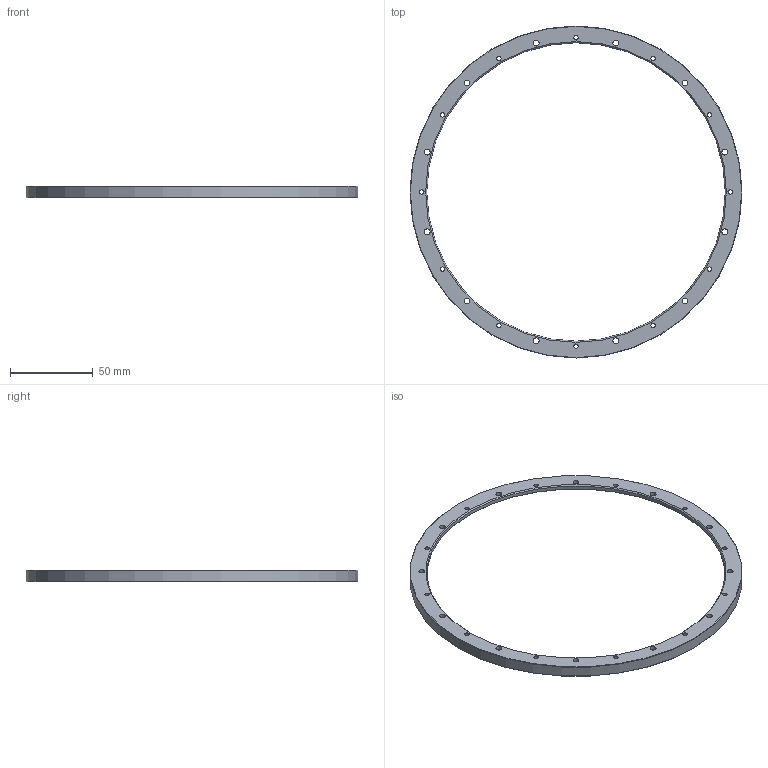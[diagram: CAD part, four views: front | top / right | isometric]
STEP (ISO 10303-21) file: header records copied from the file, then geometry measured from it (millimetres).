
FILE_DESCRIPTION(/* description */ (''),/* implementation_level */ '2;1');
FILE_NAME(/* name */ 'LA_9517_4839_01_A.stp',/* time_stamp */ '2010-09-01T10:17:10+01:00',/* author */ (''),/* organization */ (''),/* preprocessor_version */ 'ST-DEVELOPER v11',/* originating_system */ 'SIEMENS UGS NX 6.0',/* authorisation */ '');
FILE_SCHEMA (('AUTOMOTIVE_DESIGN { 1 0 10303 214 1 1 1 1 }'));
Length unit declared in the file: millimetre
Products named in the file (1): LA-9517-4839-01_A
Bounding box: 200.3 x 200.3 x 7 mm (x, y, z)
Volume: 24591.4 mm3; surface area: 19517.7 mm2
Topology: 1 solids, 1 shells, 36 faces, 141 edges, 108 vertices
Faces by surface type: cylinder 27, cone 5, plane 3, torus 1
Full cylindrical faces by diameter (mm): 2.6 x12, 3.55 x12, 180.02 x1, 193 x1, 200.3 x1
Entity records: 1304 total; most frequent: DIRECTION 242, CARTESIAN_POINT 181, AXIS2_PLACEMENT_3D 121, FACE_BOUND 120, EDGE_LOOP 120, ORIENTED_EDGE 120, CIRCLE 84, VERTEX_POINT 60
